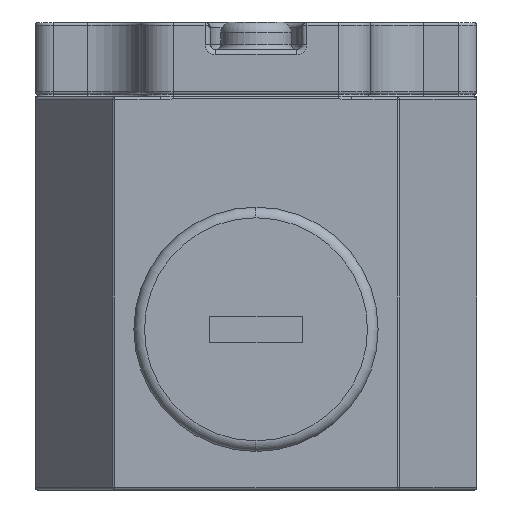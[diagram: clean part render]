
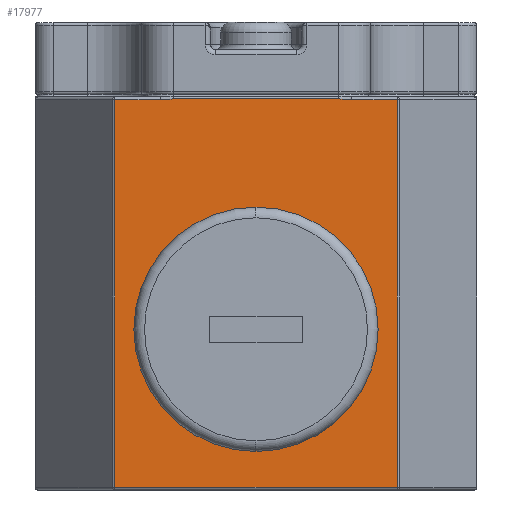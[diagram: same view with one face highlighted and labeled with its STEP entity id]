
A CAD part, front view. The second image highlights one B-rep face of the part: STEP entity #17977.
In plain terms, the highlighted planar face has unit normal (0, -1, 0).
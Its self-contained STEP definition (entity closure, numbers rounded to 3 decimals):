
#139 = VERTEX_POINT ( 'NONE', #426 ) ;
#426 = CARTESIAN_POINT ( 'NONE',  ( 9.799, 0., 14.5 ) ) ;
#652 = CARTESIAN_POINT ( 'NONE',  ( 14.118, 0., -22. ) ) ;
#986 = FACE_BOUND ( 'NONE', #27549, .T. ) ;
#1475 = CARTESIAN_POINT ( 'NONE',  ( 0., 0., 0. ) ) ;
#1557 = CARTESIAN_POINT ( 'NONE',  ( 9.598, 0., 14.5 ) ) ;
#1699 = FACE_OUTER_BOUND ( 'NONE', #9721, .T. ) ;
#1945 = CARTESIAN_POINT ( 'NONE',  ( -7.201, 0., 14.567 ) ) ;
#3024 = DIRECTION ( 'NONE',  ( -1., 0., 0. ) ) ;
#3348 = ORIENTED_EDGE ( 'NONE', *, *, #24069, .T. ) ;
#3579 = LINE ( 'NONE', #9444, #25755 ) ;
#3641 = ORIENTED_EDGE ( 'NONE', *, *, #26614, .F. ) ;
#3702 = DIRECTION ( 'NONE',  ( 0., 0., -1. ) ) ;
#3755 = CARTESIAN_POINT ( 'NONE',  ( -12.518, 0., 14.5 ) ) ;
#3767 = VERTEX_POINT ( 'NONE', #22449 ) ;
#3789 = CARTESIAN_POINT ( 'NONE',  ( 9.799, 0., 14.5 ) ) ;
#3825 = CARTESIAN_POINT ( 'NONE',  ( -12.518, 0., -22.25 ) ) ;
#3854 = VECTOR ( 'NONE', #15769, 1000. ) ;
#5517 = EDGE_CURVE ( 'NONE', #21231, #12379, #3579, .T. ) ;
#5533 = VECTOR ( 'NONE', #16671, 1000. ) ;
#5973 = CARTESIAN_POINT ( 'NONE',  ( 9.399, 0., 14.519 ) ) ;
#6268 = ORIENTED_EDGE ( 'NONE', *, *, #10434, .T. ) ;
#6914 = CARTESIAN_POINT ( 'NONE',  ( 0.8, 0., 4.38 ) ) ;
#7097 = CARTESIAN_POINT ( 'NONE',  ( 8.6, 0., 14.567 ) ) ;
#7265 = ORIENTED_EDGE ( 'NONE', *, *, #5517, .T. ) ;
#7292 = CARTESIAN_POINT ( 'NONE',  ( 0.8, 0., -7.12 ) ) ;
#7374 = EDGE_CURVE ( 'NONE', #3767, #19970, #22873, .T. ) ;
#7715 = VECTOR ( 'NONE', #23652, 1000. ) ;
#7995 = ORIENTED_EDGE ( 'NONE', *, *, #21004, .F. ) ;
#8061 = CARTESIAN_POINT ( 'NONE',  ( -7., 0., 14.567 ) ) ;
#8067 = EDGE_CURVE ( 'NONE', #12379, #3767, #18766, .T. ) ;
#8125 = CARTESIAN_POINT ( 'NONE',  ( 8.8, 0., 14.567 ) ) ;
#8512 = CARTESIAN_POINT ( 'NONE',  ( -7.4, 0., 14.553 ) ) ;
#9037 = VERTEX_POINT ( 'NONE', #6914 ) ;
#9443 = DIRECTION ( 'NONE',  ( 0., 0., -1. ) ) ;
#9444 = CARTESIAN_POINT ( 'NONE',  ( -7., 0., 14.567 ) ) ;
#9721 = EDGE_LOOP ( 'NONE', ( #22415, #3348, #6268, #16188, #25394, #7265, #12703, #10526 ) ) ;
#10434 = EDGE_CURVE ( 'NONE', #26472, #27591, #18286, .T. ) ;
#10526 = ORIENTED_EDGE ( 'NONE', *, *, #7374, .T. ) ;
#10637 = CARTESIAN_POINT ( 'NONE',  ( -7.999, 0., 14.5 ) ) ;
#10730 = VERTEX_POINT ( 'NONE', #17389 ) ;
#11461 = VECTOR ( 'NONE', #17851, 1000. ) ;
#11783 = DIRECTION ( 'NONE',  ( 0., 0., 1. ) ) ;
#12379 = VERTEX_POINT ( 'NONE', #8061 ) ;
#12516 = VERTEX_POINT ( 'NONE', #17152 ) ;
#12616 = CARTESIAN_POINT ( 'NONE',  ( 0.8, 0., -7.12 ) ) ;
#12703 = ORIENTED_EDGE ( 'NONE', *, *, #8067, .T. ) ;
#13020 = CARTESIAN_POINT ( 'NONE',  ( 0., 0., 14.5 ) ) ;
#13113 = CARTESIAN_POINT ( 'NONE',  ( 14.118, 0., 14.5 ) ) ;
#13233 = AXIS2_PLACEMENT_3D ( 'NONE', #12616, #27669, #14752 ) ;
#13376 = LINE ( 'NONE', #13020, #7715 ) ;
#14478 = EDGE_CURVE ( 'NONE', #19970, #10730, #27704, .T. ) ;
#14752 = DIRECTION ( 'NONE',  ( 0., 0., -1. ) ) ;
#15055 = AXIS2_PLACEMENT_3D ( 'NONE', #1475, #16565, #3702 ) ;
#15235 = CARTESIAN_POINT ( 'NONE',  ( 14.118, 0., -22. ) ) ;
#15769 = DIRECTION ( 'NONE',  ( 1., 0., 0. ) ) ;
#16188 = ORIENTED_EDGE ( 'NONE', *, *, #27545, .T. ) ;
#16565 = DIRECTION ( 'NONE',  ( 0., -1., 0. ) ) ;
#16671 = DIRECTION ( 'NONE',  ( 0., 0., -1. ) ) ;
#17152 = CARTESIAN_POINT ( 'NONE',  ( 0.8, 0., -18.62 ) ) ;
#17389 = CARTESIAN_POINT ( 'NONE',  ( -12.518, 0., -22. ) ) ;
#17625 = VECTOR ( 'NONE', #11783, 1000. ) ;
#17851 = DIRECTION ( 'NONE',  ( -1., 0., 0. ) ) ;
#17977 = ADVANCED_FACE ( 'NONE', ( #986, #1699 ), #20823, .T. ) ;
#18286 = LINE ( 'NONE', #24631, #17625 ) ;
#18766 = B_SPLINE_CURVE_WITH_KNOTS ( 'NONE', 3,
 ( #25571, #1945, #8512, #23493, #10637, #25661 ),
 .UNSPECIFIED., .F., .F.,
 ( 4, 2, 4 ),
 ( 0., 0.001, 0.001 ),
 .UNSPECIFIED. ) ;
#18814 = CIRCLE ( 'NONE', #22067, 11.5 ) ;
#19970 = VERTEX_POINT ( 'NONE', #3755 ) ;
#20323 = LINE ( 'NONE', #652, #3854 ) ;
#20406 = CIRCLE ( 'NONE', #13233, 11.5 ) ;
#20823 = PLANE ( 'NONE',  #15055 ) ;
#20989 = CARTESIAN_POINT ( 'NONE',  ( 9., 0., 14.553 ) ) ;
#21004 = EDGE_CURVE ( 'NONE', #9037, #12516, #20406, .T. ) ;
#21231 = VERTEX_POINT ( 'NONE', #7097 ) ;
#22067 = AXIS2_PLACEMENT_3D ( 'NONE', #7292, #22309, #9443 ) ;
#22309 = DIRECTION ( 'NONE',  ( 0., -1., 0. ) ) ;
#22415 = ORIENTED_EDGE ( 'NONE', *, *, #14478, .T. ) ;
#22449 = CARTESIAN_POINT ( 'NONE',  ( -8.199, 0., 14.5 ) ) ;
#22873 = LINE ( 'NONE', #26382, #11461 ) ;
#23118 = CARTESIAN_POINT ( 'NONE',  ( 8.6, 0., 14.567 ) ) ;
#23493 = CARTESIAN_POINT ( 'NONE',  ( -7.799, 0., 14.519 ) ) ;
#23652 = DIRECTION ( 'NONE',  ( -1., 0., 0. ) ) ;
#24069 = EDGE_CURVE ( 'NONE', #10730, #26472, #20323, .T. ) ;
#24537 = B_SPLINE_CURVE_WITH_KNOTS ( 'NONE', 3,
 ( #3789, #1557, #5973, #20989, #8125, #23118 ),
 .UNSPECIFIED., .F., .F.,
 ( 4, 2, 4 ),
 ( 0., 0.001, 0.001 ),
 .UNSPECIFIED. ) ;
#24631 = CARTESIAN_POINT ( 'NONE',  ( 14.118, 0., 14.75 ) ) ;
#25394 = ORIENTED_EDGE ( 'NONE', *, *, #25395, .T. ) ;
#25395 = EDGE_CURVE ( 'NONE', #139, #21231, #24537, .T. ) ;
#25571 = CARTESIAN_POINT ( 'NONE',  ( -7., 0., 14.567 ) ) ;
#25661 = CARTESIAN_POINT ( 'NONE',  ( -8.199, 0., 14.5 ) ) ;
#25755 = VECTOR ( 'NONE', #3024, 1000. ) ;
#26382 = CARTESIAN_POINT ( 'NONE',  ( 0., 0., 14.5 ) ) ;
#26472 = VERTEX_POINT ( 'NONE', #15235 ) ;
#26614 = EDGE_CURVE ( 'NONE', #12516, #9037, #18814, .T. ) ;
#27545 = EDGE_CURVE ( 'NONE', #27591, #139, #13376, .T. ) ;
#27549 = EDGE_LOOP ( 'NONE', ( #7995, #3641 ) ) ;
#27591 = VERTEX_POINT ( 'NONE', #13113 ) ;
#27669 = DIRECTION ( 'NONE',  ( 0., -1., 0. ) ) ;
#27704 = LINE ( 'NONE', #3825, #5533 ) ;
